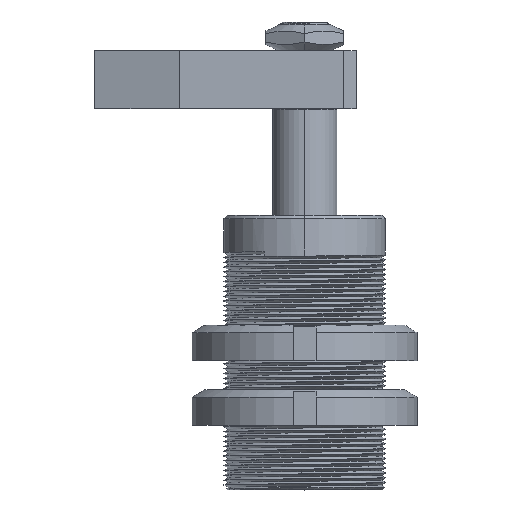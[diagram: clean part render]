
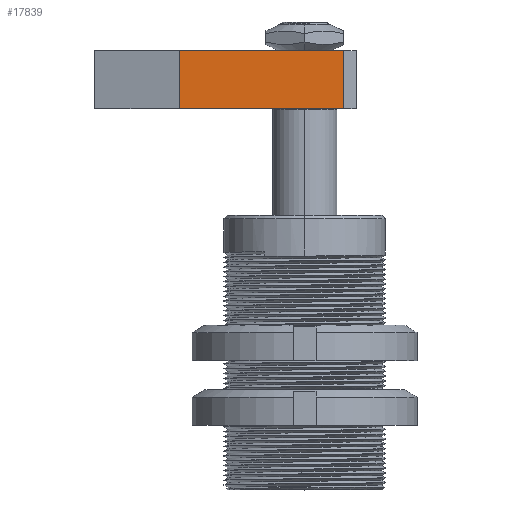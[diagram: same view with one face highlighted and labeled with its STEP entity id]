
A CAD part, top view. The second image highlights one B-rep face of the part: STEP entity #17839.
In plain terms, the highlighted planar face has unit normal (0, 0, 1).
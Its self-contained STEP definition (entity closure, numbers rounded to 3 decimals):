
#1101 = EDGE_CURVE ( 'NONE', #6102, #56058, #23108, .T. ) ;
#4509 = CARTESIAN_POINT ( 'NONE',  ( 12., 0., 15.5 ) ) ;
#6102 = VERTEX_POINT ( 'NONE', #58558 ) ;
#6559 = DIRECTION ( 'NONE',  ( 1., 0., 0. ) ) ;
#8706 = VECTOR ( 'NONE', #58746, 1000. ) ;
#9772 = CARTESIAN_POINT ( 'NONE',  ( -38.876, 0., 15.5 ) ) ;
#10064 = CARTESIAN_POINT ( 'NONE',  ( -38.876, 0., 15.5 ) ) ;
#12027 = DIRECTION ( 'NONE',  ( 0., -1., 0. ) ) ;
#13894 = CARTESIAN_POINT ( 'NONE',  ( 12., 18., 15.5 ) ) ;
#14012 = EDGE_CURVE ( 'NONE', #56058, #20704, #20819, .T. ) ;
#15167 = VERTEX_POINT ( 'NONE', #13894 ) ;
#15669 = VECTOR ( 'NONE', #6559, 1000. ) ;
#17839 = ADVANCED_FACE ( 'NONE', ( #17877 ), #19197, .T. ) ;
#17877 = FACE_OUTER_BOUND ( 'NONE', #57166, .T. ) ;
#19197 = PLANE ( 'NONE',  #28123 ) ;
#19618 = ORIENTED_EDGE ( 'NONE', *, *, #14012, .T. ) ;
#19923 = EDGE_CURVE ( 'NONE', #6102, #15167, #50724, .T. ) ;
#20704 = VERTEX_POINT ( 'NONE', #31419 ) ;
#20819 = LINE ( 'NONE', #25936, #8706 ) ;
#23108 = LINE ( 'NONE', #9772, #46077 ) ;
#23759 = DIRECTION ( 'NONE',  ( 1., 0., 0. ) ) ;
#25936 = CARTESIAN_POINT ( 'NONE',  ( -38.876, 0., 15.5 ) ) ;
#28123 = AXIS2_PLACEMENT_3D ( 'NONE', #10064, #51241, #23759 ) ;
#31419 = CARTESIAN_POINT ( 'NONE',  ( 12., 0., 15.5 ) ) ;
#31680 = DIRECTION ( 'NONE',  ( 0., -1., 0. ) ) ;
#38183 = ORIENTED_EDGE ( 'NONE', *, *, #1101, .T. ) ;
#42420 = LINE ( 'NONE', #4509, #53215 ) ;
#43889 = ORIENTED_EDGE ( 'NONE', *, *, #19923, .F. ) ;
#46077 = VECTOR ( 'NONE', #12027, 1000. ) ;
#47154 = ORIENTED_EDGE ( 'NONE', *, *, #53717, .F. ) ;
#50724 = LINE ( 'NONE', #52039, #15669 ) ;
#51241 = DIRECTION ( 'NONE',  ( 0., 0., 1. ) ) ;
#51884 = CARTESIAN_POINT ( 'NONE',  ( -38.876, 0., 15.5 ) ) ;
#52039 = CARTESIAN_POINT ( 'NONE',  ( -65., 18., 15.5 ) ) ;
#53215 = VECTOR ( 'NONE', #31680, 1000. ) ;
#53717 = EDGE_CURVE ( 'NONE', #15167, #20704, #42420, .T. ) ;
#56058 = VERTEX_POINT ( 'NONE', #51884 ) ;
#57166 = EDGE_LOOP ( 'NONE', ( #47154, #43889, #38183, #19618 ) ) ;
#58558 = CARTESIAN_POINT ( 'NONE',  ( -38.876, 18., 15.5 ) ) ;
#58746 = DIRECTION ( 'NONE',  ( 1., 0., 0. ) ) ;
